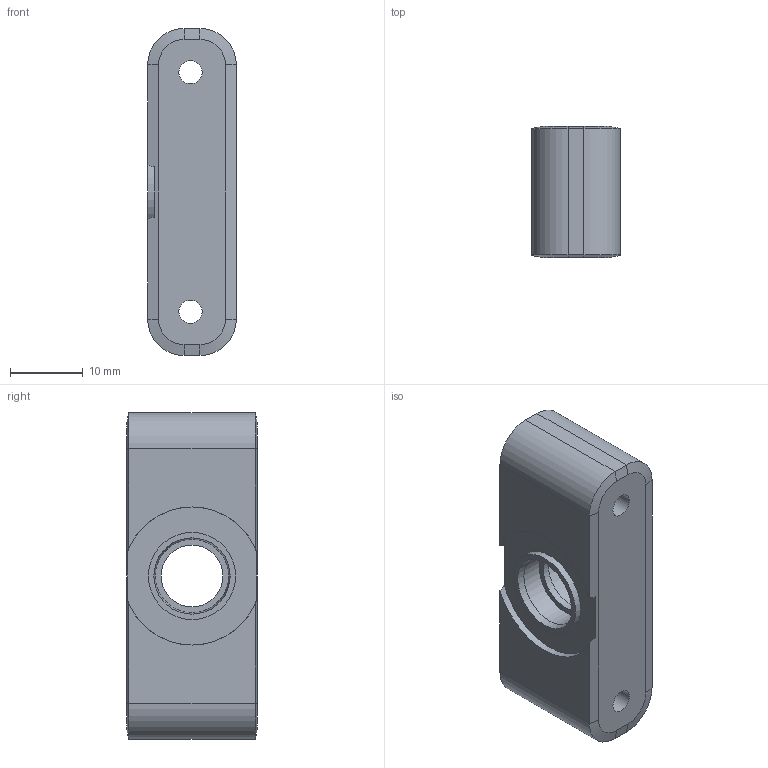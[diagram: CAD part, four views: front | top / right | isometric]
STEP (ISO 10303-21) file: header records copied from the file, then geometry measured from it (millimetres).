
FILE_DESCRIPTION(/* description */ ('STEP AP242','CAx-IF Rec.Pracs.---Representation and Presentation of Product Manufacturing Information (PMI)---4.0---2014-10-13','CAx-IF Rec.Pracs.---3D Tessellated Geometry---0.4---2014-09-14','2;1'),/* implementation_level */ '2;1');
FILE_NAME(/* name */ '666864c617452905ccbb6088',/* time_stamp */ '2024-06-11T14:52:54Z',/* author */ (''),/* organization */ (''),/* preprocessor_version */ 'ST-DEVELOPER v20',/* originating_system */ ' ',/* authorisation */ ' ');
FILE_SCHEMA (('AP242_MANAGED_MODEL_BASED_3D_ENGINEERING_MIM_LF { 1 0 10303 442 1 1 4 }'));
Length unit declared in the file: metre
Products named in the file (1): CarrierHubRR
Bounding box: 12.2 x 18 x 45 mm (x, y, z)
Volume: 7369.6 mm3; surface area: 3673.5 mm2
Topology: 1 solids, 1 shells, 42 faces, 91 edges, 55 vertices
Faces by surface type: plane 20, cylinder 13, cone 9
Full cylindrical faces by diameter (mm): 3.2 x2, 8.5 x1, 10.1 x1, 12 x1, 13.5 x1, 15.1 x1
Entity records: 1132 total; most frequent: DIRECTION 208, CARTESIAN_POINT 181, ORIENTED_EDGE 166, EDGE_CURVE 83, AXIS2_PLACEMENT_3D 82, EDGE_LOOP 60, FACE_BOUND 60, VERTEX_POINT 55
